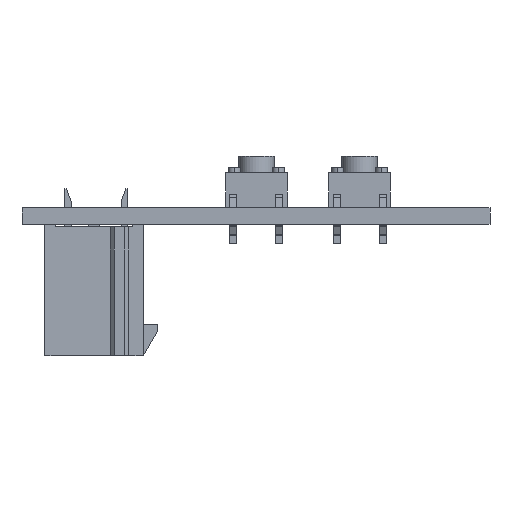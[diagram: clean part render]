
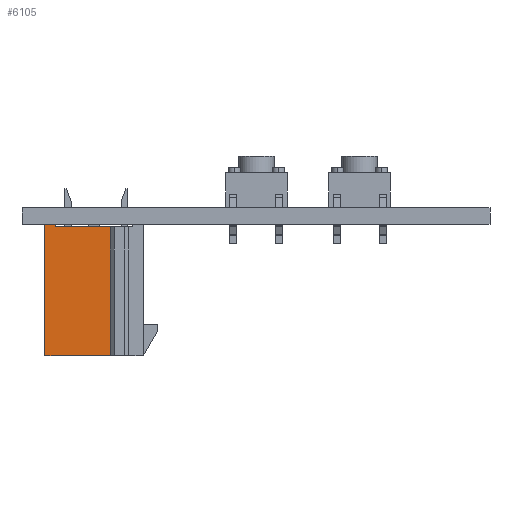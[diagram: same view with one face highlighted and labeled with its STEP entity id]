
A CAD part, front view. The second image highlights one B-rep face of the part: STEP entity #6105.
In plain terms, the highlighted face is planar.
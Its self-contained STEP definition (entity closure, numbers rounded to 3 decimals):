
#4896 = PLANE('',#4897);
#4897 = AXIS2_PLACEMENT_3D('',#4898,#4899,#4900);
#4898 = CARTESIAN_POINT('',(-4.8,12.8,4.8));
#4899 = DIRECTION('',(0.,0.,1.));
#4900 = DIRECTION('',(1.,-0.,0.));
#5132 = PLANE('',#5133);
#5133 = AXIS2_PLACEMENT_3D('',#5134,#5135,#5136);
#5134 = CARTESIAN_POINT('',(-4.8,12.8,-4.8));
#5135 = DIRECTION('',(0.,1.,0.));
#5136 = DIRECTION('',(1.,0.,-0.));
#5829 = PLANE('',#5830);
#5830 = AXIS2_PLACEMENT_3D('',#5831,#5832,#5833);
#5831 = CARTESIAN_POINT('',(1.1,0.,3.8));
#5832 = DIRECTION('',(0.,0.,1.));
#5833 = DIRECTION('',(1.,-0.,0.));
#6105 = ADVANCED_FACE('',(#6106),#6120,.F.);
#6106 = FACE_BOUND('',#6107,.F.);
#6107 = EDGE_LOOP('',(#6108,#6143,#6166,#6189,#6217,#6240));
#6108 = ORIENTED_EDGE('',*,*,#6109,.T.);
#6109 = EDGE_CURVE('',#6110,#6112,#6114,.T.);
#6110 = VERTEX_POINT('',#6111);
#6111 = CARTESIAN_POINT('',(-4.8,0.2,-1.59));
#6112 = VERTEX_POINT('',#6113);
#6113 = CARTESIAN_POINT('',(-4.8,12.8,-1.59));
#6114 = SURFACE_CURVE('',#6115,(#6119,#6131),.PCURVE_S1.);
#6115 = LINE('',#6116,#6117);
#6116 = CARTESIAN_POINT('',(-4.8,0.2,-1.59)
  );
#6117 = VECTOR('',#6118,1.);
#6118 = DIRECTION('',(0.,1.,0.));
#6119 = PCURVE('',#6120,#6125);
#6120 = PLANE('',#6121);
#6121 = AXIS2_PLACEMENT_3D('',#6122,#6123,#6124);
#6122 = CARTESIAN_POINT('',(-4.8,0.,0.));
#6123 = DIRECTION('',(1.,0.,0.));
#6124 = DIRECTION('',(0.,1.,-0.));
#6125 = DEFINITIONAL_REPRESENTATION('',(#6126),#6130);
#6126 = LINE('',#6127,#6128);
#6127 = CARTESIAN_POINT('',(0.2,-1.59));
#6128 = VECTOR('',#6129,1.);
#6129 = DIRECTION('',(1.,0.));
#6130 = ( GEOMETRIC_REPRESENTATION_CONTEXT(2) 
PARAMETRIC_REPRESENTATION_CONTEXT() REPRESENTATION_CONTEXT('2D SPACE',''
  ) );
#6131 = PCURVE('',#6132,#6137);
#6132 = PLANE('',#6133);
#6133 = AXIS2_PLACEMENT_3D('',#6134,#6135,#6136);
#6134 = CARTESIAN_POINT('',(-4.8,12.8,-1.59));
#6135 = DIRECTION('',(-0.707,0.,0.707));
#6136 = DIRECTION('',(0.,1.,0.));
#6137 = DEFINITIONAL_REPRESENTATION('',(#6138),#6142);
#6138 = LINE('',#6139,#6140);
#6139 = CARTESIAN_POINT('',(-12.6,0.));
#6140 = VECTOR('',#6141,1.);
#6141 = DIRECTION('',(1.,0.));
#6142 = ( GEOMETRIC_REPRESENTATION_CONTEXT(2) 
PARAMETRIC_REPRESENTATION_CONTEXT() REPRESENTATION_CONTEXT('2D SPACE',''
  ) );
#6143 = ORIENTED_EDGE('',*,*,#6144,.T.);
#6144 = EDGE_CURVE('',#6112,#6145,#6147,.T.);
#6145 = VERTEX_POINT('',#6146);
#6146 = CARTESIAN_POINT('',(-4.8,12.8,4.8));
#6147 = SURFACE_CURVE('',#6148,(#6152,#6159),.PCURVE_S1.);
#6148 = LINE('',#6149,#6150);
#6149 = CARTESIAN_POINT('',(-4.8,12.8,-1.59
    ));
#6150 = VECTOR('',#6151,1.);
#6151 = DIRECTION('',(0.,0.,1.));
#6152 = PCURVE('',#6120,#6153);
#6153 = DEFINITIONAL_REPRESENTATION('',(#6154),#6158);
#6154 = LINE('',#6155,#6156);
#6155 = CARTESIAN_POINT('',(12.8,-1.59));
#6156 = VECTOR('',#6157,1.);
#6157 = DIRECTION('',(0.,1.));
#6158 = ( GEOMETRIC_REPRESENTATION_CONTEXT(2) 
PARAMETRIC_REPRESENTATION_CONTEXT() REPRESENTATION_CONTEXT('2D SPACE',''
  ) );
#6159 = PCURVE('',#5132,#6160);
#6160 = DEFINITIONAL_REPRESENTATION('',(#6161),#6165);
#6161 = LINE('',#6162,#6163);
#6162 = CARTESIAN_POINT('',(0.,-3.21));
#6163 = VECTOR('',#6164,1.);
#6164 = DIRECTION('',(0.,-1.));
#6165 = ( GEOMETRIC_REPRESENTATION_CONTEXT(2) 
PARAMETRIC_REPRESENTATION_CONTEXT() REPRESENTATION_CONTEXT('2D SPACE',''
  ) );
#6166 = ORIENTED_EDGE('',*,*,#6167,.T.);
#6167 = EDGE_CURVE('',#6145,#6168,#6170,.T.);
#6168 = VERTEX_POINT('',#6169);
#6169 = CARTESIAN_POINT('',(-4.8,0.,4.8));
#6170 = SURFACE_CURVE('',#6171,(#6175,#6182),.PCURVE_S1.);
#6171 = LINE('',#6172,#6173);
#6172 = CARTESIAN_POINT('',(-4.8,12.8,4.8)
  );
#6173 = VECTOR('',#6174,1.);
#6174 = DIRECTION('',(0.,-1.,0.));
#6175 = PCURVE('',#6120,#6176);
#6176 = DEFINITIONAL_REPRESENTATION('',(#6177),#6181);
#6177 = LINE('',#6178,#6179);
#6178 = CARTESIAN_POINT('',(12.8,4.8));
#6179 = VECTOR('',#6180,1.);
#6180 = DIRECTION('',(-1.,0.));
#6181 = ( GEOMETRIC_REPRESENTATION_CONTEXT(2) 
PARAMETRIC_REPRESENTATION_CONTEXT() REPRESENTATION_CONTEXT('2D SPACE',''
  ) );
#6182 = PCURVE('',#4896,#6183);
#6183 = DEFINITIONAL_REPRESENTATION('',(#6184),#6188);
#6184 = LINE('',#6185,#6186);
#6185 = CARTESIAN_POINT('',(0.,0.));
#6186 = VECTOR('',#6187,1.);
#6187 = DIRECTION('',(0.,-1.));
#6188 = ( GEOMETRIC_REPRESENTATION_CONTEXT(2) 
PARAMETRIC_REPRESENTATION_CONTEXT() REPRESENTATION_CONTEXT('2D SPACE',''
  ) );
#6189 = ORIENTED_EDGE('',*,*,#6190,.T.);
#6190 = EDGE_CURVE('',#6168,#6191,#6193,.T.);
#6191 = VERTEX_POINT('',#6192);
#6192 = CARTESIAN_POINT('',(-4.8,0.,3.8));
#6193 = SURFACE_CURVE('',#6194,(#6198,#6205),.PCURVE_S1.);
#6194 = LINE('',#6195,#6196);
#6195 = CARTESIAN_POINT('',(-4.8,0.,4.8));
#6196 = VECTOR('',#6197,1.);
#6197 = DIRECTION('',(0.,0.,-1.));
#6198 = PCURVE('',#6120,#6199);
#6199 = DEFINITIONAL_REPRESENTATION('',(#6200),#6204);
#6200 = LINE('',#6201,#6202);
#6201 = CARTESIAN_POINT('',(0.,4.8));
#6202 = VECTOR('',#6203,1.);
#6203 = DIRECTION('',(0.,-1.));
#6204 = ( GEOMETRIC_REPRESENTATION_CONTEXT(2) 
PARAMETRIC_REPRESENTATION_CONTEXT() REPRESENTATION_CONTEXT('2D SPACE',''
  ) );
#6205 = PCURVE('',#6206,#6211);
#6206 = PLANE('',#6207);
#6207 = AXIS2_PLACEMENT_3D('',#6208,#6209,#6210);
#6208 = CARTESIAN_POINT('',(-4.8,0.,4.8));
#6209 = DIRECTION('',(0.,-1.,0.));
#6210 = DIRECTION('',(0.,0.,-1.));
#6211 = DEFINITIONAL_REPRESENTATION('',(#6212),#6216);
#6212 = LINE('',#6213,#6214);
#6213 = CARTESIAN_POINT('',(0.,0.));
#6214 = VECTOR('',#6215,1.);
#6215 = DIRECTION('',(1.,0.));
#6216 = ( GEOMETRIC_REPRESENTATION_CONTEXT(2) 
PARAMETRIC_REPRESENTATION_CONTEXT() REPRESENTATION_CONTEXT('2D SPACE',''
  ) );
#6217 = ORIENTED_EDGE('',*,*,#6218,.T.);
#6218 = EDGE_CURVE('',#6191,#6219,#6221,.T.);
#6219 = VERTEX_POINT('',#6220);
#6220 = CARTESIAN_POINT('',(-4.8,0.2,3.8));
#6221 = SURFACE_CURVE('',#6222,(#6226,#6233),.PCURVE_S1.);
#6222 = LINE('',#6223,#6224);
#6223 = CARTESIAN_POINT('',(-4.8,0.,3.8));
#6224 = VECTOR('',#6225,1.);
#6225 = DIRECTION('',(0.,1.,0.));
#6226 = PCURVE('',#6120,#6227);
#6227 = DEFINITIONAL_REPRESENTATION('',(#6228),#6232);
#6228 = LINE('',#6229,#6230);
#6229 = CARTESIAN_POINT('',(0.,3.8));
#6230 = VECTOR('',#6231,1.);
#6231 = DIRECTION('',(1.,0.));
#6232 = ( GEOMETRIC_REPRESENTATION_CONTEXT(2) 
PARAMETRIC_REPRESENTATION_CONTEXT() REPRESENTATION_CONTEXT('2D SPACE',''
  ) );
#6233 = PCURVE('',#5829,#6234);
#6234 = DEFINITIONAL_REPRESENTATION('',(#6235),#6239);
#6235 = LINE('',#6236,#6237);
#6236 = CARTESIAN_POINT('',(-5.9,0.));
#6237 = VECTOR('',#6238,1.);
#6238 = DIRECTION('',(0.,1.));
#6239 = ( GEOMETRIC_REPRESENTATION_CONTEXT(2) 
PARAMETRIC_REPRESENTATION_CONTEXT() REPRESENTATION_CONTEXT('2D SPACE',''
  ) );
#6240 = ORIENTED_EDGE('',*,*,#6241,.F.);
#6241 = EDGE_CURVE('',#6110,#6219,#6242,.T.);
#6242 = SURFACE_CURVE('',#6243,(#6247,#6254),.PCURVE_S1.);
#6243 = LINE('',#6244,#6245);
#6244 = CARTESIAN_POINT('',(-4.8,0.2,-1.59)
  );
#6245 = VECTOR('',#6246,1.);
#6246 = DIRECTION('',(0.,0.,1.));
#6247 = PCURVE('',#6120,#6248);
#6248 = DEFINITIONAL_REPRESENTATION('',(#6249),#6253);
#6249 = LINE('',#6250,#6251);
#6250 = CARTESIAN_POINT('',(0.2,-1.59));
#6251 = VECTOR('',#6252,1.);
#6252 = DIRECTION('',(0.,1.));
#6253 = ( GEOMETRIC_REPRESENTATION_CONTEXT(2) 
PARAMETRIC_REPRESENTATION_CONTEXT() REPRESENTATION_CONTEXT('2D SPACE',''
  ) );
#6254 = PCURVE('',#6255,#6260);
#6255 = PLANE('',#6256);
#6256 = AXIS2_PLACEMENT_3D('',#6257,#6258,#6259);
#6257 = CARTESIAN_POINT('',(-4.8,0.2,0.));
#6258 = DIRECTION('',(0.,-1.,0.));
#6259 = DIRECTION('',(0.,0.,-1.));
#6260 = DEFINITIONAL_REPRESENTATION('',(#6261),#6265);
#6261 = LINE('',#6262,#6263);
#6262 = CARTESIAN_POINT('',(1.59,0.));
#6263 = VECTOR('',#6264,1.);
#6264 = DIRECTION('',(-1.,0.));
#6265 = ( GEOMETRIC_REPRESENTATION_CONTEXT(2) 
PARAMETRIC_REPRESENTATION_CONTEXT() REPRESENTATION_CONTEXT('2D SPACE',''
  ) );
